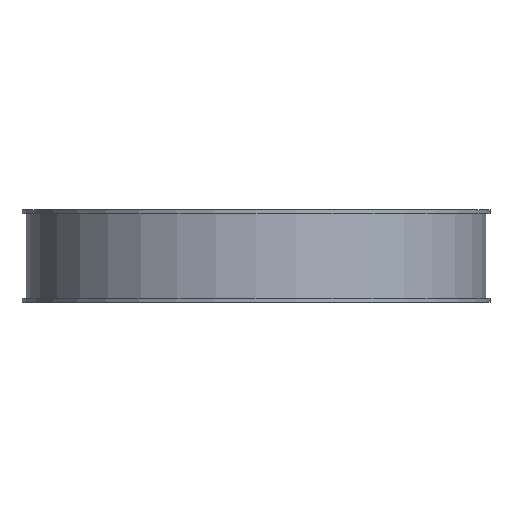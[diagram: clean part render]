
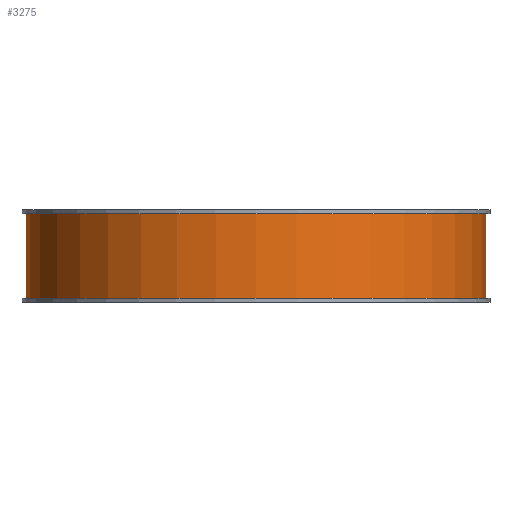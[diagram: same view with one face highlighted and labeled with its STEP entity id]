
A CAD part, front view. The second image highlights one B-rep face of the part: STEP entity #3275.
In plain terms, the highlighted cylindrical face has radius 71.12 mm (diameter 142.24 mm), a partial arc.
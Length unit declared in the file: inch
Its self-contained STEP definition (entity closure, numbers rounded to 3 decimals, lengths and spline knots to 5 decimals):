
#153 = DIRECTION ( 'NONE',  ( 1., 0., 0. ) ) ;
#487 = VERTEX_POINT ( 'NONE', #940 ) ;
#591 = EDGE_CURVE ( 'NONE', #3688, #487, #3022, .T. ) ;
#661 = AXIS2_PLACEMENT_3D ( 'NONE', #1784, #3728, #1457 ) ;
#745 = AXIS2_PLACEMENT_3D ( 'NONE', #4147, #1564, #153 ) ;
#902 = AXIS2_PLACEMENT_3D ( 'NONE', #3540, #1344, #1019 ) ;
#940 = CARTESIAN_POINT ( 'NONE',  ( 2.8, 0., 1.075 ) ) ;
#1019 = DIRECTION ( 'NONE',  ( 1., 0., 0. ) ) ;
#1344 = DIRECTION ( 'NONE',  ( 0., 0., 1. ) ) ;
#1457 = DIRECTION ( 'NONE',  ( 1., 0., 0. ) ) ;
#1545 = CARTESIAN_POINT ( 'NONE',  ( -2.8, 0., 1.075 ) ) ;
#1564 = DIRECTION ( 'NONE',  ( 0., 0., 1. ) ) ;
#1608 = CARTESIAN_POINT ( 'NONE',  ( -2.8, 0., 0.05 ) ) ;
#1742 = FACE_OUTER_BOUND ( 'NONE', #3672, .T. ) ;
#1784 = CARTESIAN_POINT ( 'NONE',  ( 0., 0., 1.075 ) ) ;
#1786 = ORIENTED_EDGE ( 'NONE', *, *, #1849, .F. ) ;
#1849 = EDGE_CURVE ( 'NONE', #3926, #3112, #3177, .T. ) ;
#1888 = ORIENTED_EDGE ( 'NONE', *, *, #591, .T. ) ;
#2205 = DIRECTION ( 'NONE',  ( 0., 0., 1. ) ) ;
#2237 = ORIENTED_EDGE ( 'NONE', *, *, #2387, .F. ) ;
#2387 = EDGE_CURVE ( 'NONE', #3112, #487, #2392, .T. ) ;
#2392 = CIRCLE ( 'NONE', #661, 2.8 ) ;
#2507 = DIRECTION ( 'NONE',  ( 0., 0., 1. ) ) ;
#2680 = EDGE_CURVE ( 'NONE', #3926, #3688, #3425, .T. ) ;
#2706 = VECTOR ( 'NONE', #2507, 39.37008 ) ;
#2899 = CARTESIAN_POINT ( 'NONE',  ( 2.8, 0., 0.05 ) ) ;
#3022 = LINE ( 'NONE', #4115, #2706 ) ;
#3112 = VERTEX_POINT ( 'NONE', #1545 ) ;
#3121 = CARTESIAN_POINT ( 'NONE',  ( -2.8, 0., 0. ) ) ;
#3177 = LINE ( 'NONE', #3121, #3788 ) ;
#3275 = ADVANCED_FACE ( 'NONE', ( #1742 ), #3951, .T. ) ;
#3425 = CIRCLE ( 'NONE', #745, 2.8 ) ;
#3540 = CARTESIAN_POINT ( 'NONE',  ( 0., 0., 0. ) ) ;
#3672 = EDGE_LOOP ( 'NONE', ( #1786, #4176, #1888, #2237 ) ) ;
#3688 = VERTEX_POINT ( 'NONE', #2899 ) ;
#3728 = DIRECTION ( 'NONE',  ( 0., 0., 1. ) ) ;
#3788 = VECTOR ( 'NONE', #2205, 39.37008 ) ;
#3926 = VERTEX_POINT ( 'NONE', #1608 ) ;
#3951 = CYLINDRICAL_SURFACE ( 'NONE', #902, 2.8 ) ;
#4115 = CARTESIAN_POINT ( 'NONE',  ( 2.8, 0., 0. ) ) ;
#4147 = CARTESIAN_POINT ( 'NONE',  ( 0., 0., 0.05 ) ) ;
#4176 = ORIENTED_EDGE ( 'NONE', *, *, #2680, .T. ) ;
